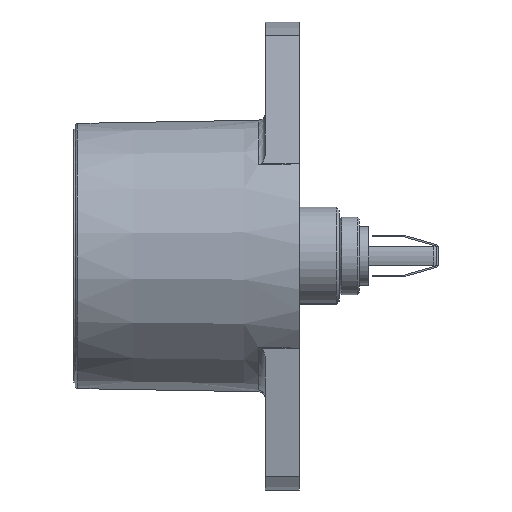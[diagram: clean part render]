
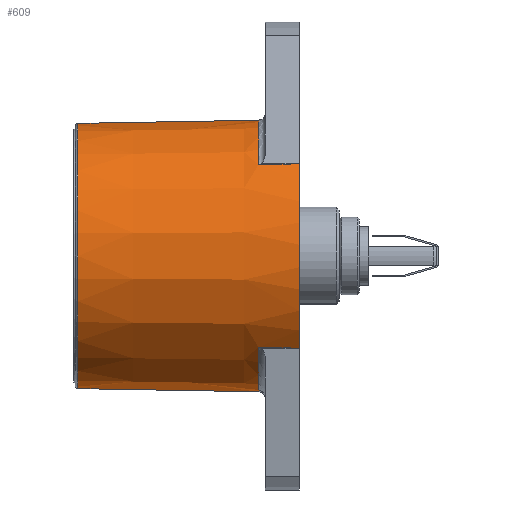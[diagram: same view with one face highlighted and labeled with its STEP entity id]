
A CAD part, left-side view. The second image highlights one B-rep face of the part: STEP entity #609.
In plain terms, the highlighted conical face has half-angle 1 degrees and reference radius 14 mm.
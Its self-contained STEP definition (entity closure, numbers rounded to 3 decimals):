
#401 = EDGE_CURVE ( 'NONE', #403, #404, #2437, .T. ) ;
#403 = VERTEX_POINT ( 'NONE', #2400 ) ;
#404 = VERTEX_POINT ( 'NONE', #2399 ) ;
#498 = ORIENTED_EDGE ( 'NONE', *, *, #561, .T. ) ;
#499 = ORIENTED_EDGE ( 'NONE', *, *, #500, .T. ) ;
#500 = EDGE_CURVE ( 'Kante5', #563, #501, #2712, .T. ) ;
#501 = VERTEX_POINT ( 'NONE', #2711 ) ;
#503 = ORIENTED_EDGE ( 'NONE', *, *, #504, .F. ) ;
#504 = EDGE_CURVE ( 'NONE', #505, #501, #2713, .T. ) ;
#505 = VERTEX_POINT ( 'NONE', #2759 ) ;
#507 = ORIENTED_EDGE ( 'NONE', *, *, #508, .T. ) ;
#508 = EDGE_CURVE ( 'NONE', #505, #509, #2749, .T. ) ;
#509 = VERTEX_POINT ( 'NONE', #2757 ) ;
#523 = ORIENTED_EDGE ( 'NONE', *, *, #524, .T. ) ;
#524 = EDGE_CURVE ( 'NONE', #509, #525, #2783, .T. ) ;
#525 = VERTEX_POINT ( 'NONE', #2778 ) ;
#561 = EDGE_CURVE ( 'NONE', #649, #563, #2685, .T. ) ;
#563 = VERTEX_POINT ( 'NONE', #2679 ) ;
#573 = ORIENTED_EDGE ( 'NONE', *, *, #574, .F. ) ;
#574 = EDGE_CURVE ( 'NONE', #403, #525, #2579, .T. ) ;
#609 = ADVANCED_FACE ( 'NONE', ( #2863 ), #2861, .T. ) ;
#610 = EDGE_LOOP ( 'NONE', ( #611, #612, #498, #499, #503, #507, #523, #573 ) ) ;
#611 = ORIENTED_EDGE ( 'NONE', *, *, #401, .T. ) ;
#612 = ORIENTED_EDGE ( 'NONE', *, *, #613, .T. ) ;
#613 = EDGE_CURVE ( 'NONE', #404, #649, #2862, .T. ) ;
#649 = VERTEX_POINT ( 'NONE', #2883 ) ;
#2399 = CARTESIAN_POINT ( 'NONE',  ( -13.604, 0., -5.405 ) ) ;
#2400 = CARTESIAN_POINT ( 'NONE',  ( 13.604, 0., -5.405 ) ) ;
#2401 = DIRECTION ( 'NONE',  ( -1., 0., 0. ) ) ;
#2402 = DIRECTION ( 'NONE',  ( 0., 0., 1. ) ) ;
#2403 = CARTESIAN_POINT ( 'NONE',  ( 0., 0., -5.405 ) ) ;
#2404 = AXIS2_PLACEMENT_3D ( 'NONE', #2403, #2402, #2401 ) ;
#2437 = CIRCLE ( 'NONE', #2404, 13.604 ) ;
#2579 = LINE ( 'NONE', #2587, #2586 ) ;
#2585 = DIRECTION ( 'NONE',  ( 0.017, 0., 1. ) ) ;
#2586 = VECTOR ( 'NONE', #2585, 1000. ) ;
#2587 = CARTESIAN_POINT ( 'NONE',  ( 14., 0., 17.3 ) ) ;
#2679 = CARTESIAN_POINT ( 'NONE',  ( -9.349, 10.322, 13.112 ) ) ;
#2681 = DIRECTION ( 'NONE',  ( 1., 0., 0. ) ) ;
#2682 = DIRECTION ( 'NONE',  ( 0., 0., -1. ) ) ;
#2683 = CARTESIAN_POINT ( 'NONE',  ( 0., 0., 13.112 ) ) ;
#2684 = AXIS2_PLACEMENT_3D ( 'NONE', #2683, #2682, #2681 ) ;
#2685 = CIRCLE ( 'NONE', #2684, 13.927 ) ;
#2703 = DIRECTION ( 'NONE',  ( 1., 0., 0. ) ) ;
#2704 = DIRECTION ( 'NONE',  ( 0., 0., 1. ) ) ;
#2705 = CARTESIAN_POINT ( 'NONE',  ( 0., 0., 17.3 ) ) ;
#2706 = AXIS2_PLACEMENT_3D ( 'NONE', #2705, #2704, #2703 ) ;
#2707 = CARTESIAN_POINT ( 'NONE',  ( -9.458, 10.322, 17.3 ) ) ;
#2708 = CARTESIAN_POINT ( 'NONE',  ( -9.422, 10.322, 15.904 ) ) ;
#2709 = CARTESIAN_POINT ( 'NONE',  ( -9.386, 10.322, 14.508 ) ) ;
#2710 = CARTESIAN_POINT ( 'NONE',  ( -9.349, 10.322, 13.112 ) ) ;
#2711 = CARTESIAN_POINT ( 'NONE',  ( -9.458, 10.322, 17.3 ) ) ;
#2712 = B_SPLINE_CURVE_WITH_KNOTS ( 'NONE', 3,
 ( #2710, #2709, #2708, #2707 ),
 .UNSPECIFIED., .F., .F.,
 ( 4, 4 ),
 ( 0.025, 0.029 ),
 .UNSPECIFIED. ) ;
#2713 = CIRCLE ( 'NONE', #2706, 14. ) ;
#2743 = CARTESIAN_POINT ( 'NONE',  ( 9.349, 10.322, 13.112 ) ) ;
#2744 = CARTESIAN_POINT ( 'NONE',  ( 9.386, 10.322, 14.508 ) ) ;
#2745 = CARTESIAN_POINT ( 'NONE',  ( 9.422, 10.322, 15.904 ) ) ;
#2746 = CARTESIAN_POINT ( 'NONE',  ( 9.458, 10.322, 17.3 ) ) ;
#2749 = B_SPLINE_CURVE_WITH_KNOTS ( 'NONE', 3,
 ( #2746, #2745, #2744, #2743 ),
 .UNSPECIFIED., .F., .F.,
 ( 4, 4 ),
 ( 0.026, 0.03 ),
 .UNSPECIFIED. ) ;
#2757 = CARTESIAN_POINT ( 'NONE',  ( 9.349, 10.322, 13.112 ) ) ;
#2759 = CARTESIAN_POINT ( 'NONE',  ( 9.458, 10.322, 17.3 ) ) ;
#2778 = CARTESIAN_POINT ( 'NONE',  ( 13.927, 0., 13.112 ) ) ;
#2779 = DIRECTION ( 'NONE',  ( 1., 0., 0. ) ) ;
#2780 = DIRECTION ( 'NONE',  ( 0., 0., -1. ) ) ;
#2781 = CARTESIAN_POINT ( 'NONE',  ( 0., 0., 13.112 ) ) ;
#2782 = AXIS2_PLACEMENT_3D ( 'NONE', #2781, #2780, #2779 ) ;
#2783 = CIRCLE ( 'NONE', #2782, 13.927 ) ;
#2854 = DIRECTION ( 'NONE',  ( -0.017, 0., 1. ) ) ;
#2855 = VECTOR ( 'NONE', #2854, 1000. ) ;
#2856 = CARTESIAN_POINT ( 'NONE',  ( -14., 0., 17.3 ) ) ;
#2857 = DIRECTION ( 'NONE',  ( 1., 0., 0. ) ) ;
#2858 = DIRECTION ( 'NONE',  ( 0., 0., 1. ) ) ;
#2859 = CARTESIAN_POINT ( 'NONE',  ( 0., 0., 17.3 ) ) ;
#2860 = AXIS2_PLACEMENT_3D ( 'NONE', #2859, #2858, #2857 ) ;
#2861 = CONICAL_SURFACE ( 'NONE', #2860, 14., 0.017 ) ;
#2862 = LINE ( 'NONE', #2856, #2855 ) ;
#2863 = FACE_OUTER_BOUND ( 'NONE', #610, .T. ) ;
#2883 = CARTESIAN_POINT ( 'NONE',  ( -13.927, 0., 13.112 ) ) ;
